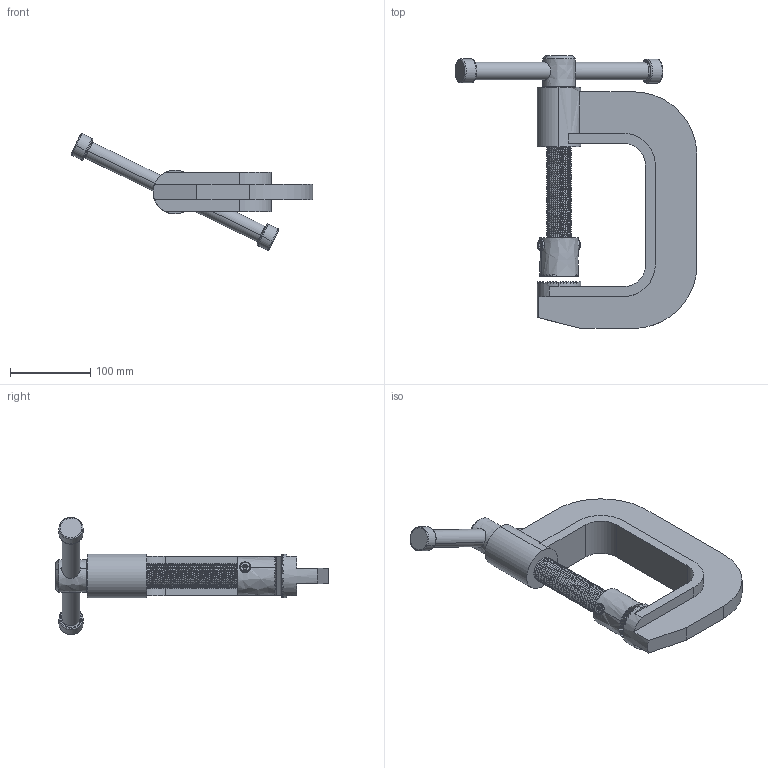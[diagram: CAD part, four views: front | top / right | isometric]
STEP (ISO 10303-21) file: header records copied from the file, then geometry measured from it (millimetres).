
FILE_DESCRIPTION(('FreeCAD Model'),'2;1');
FILE_NAME('Open CASCADE Shape Model','2025-05-03T13:56:31',('FreeCAD'),( 'FreeCAD'),'Open CASCADE STEP processor 7.6','FreeCAD','Unknown');
FILE_SCHEMA(('AUTOMOTIVE_DESIGN { 1 0 10303 214 1 1 1 1 }'));
Products named in the file (1): Open CASCADE STEP translator 7.6 1
Bounding box: 300.76 x 339.1 x 145.78 mm (x, y, z)
Volume: 1183844 mm3; surface area: 205604 mm2
Topology: 6 solids, 6 shells, 519 faces, 1416 edges, 910 vertices
Faces by surface type: bspline 519
Entity records: 36054 total; most frequent: CARTESIAN_POINT 28561, ORIENTED_EDGE 2824, EDGE_CURVE 1412, VERTEX_POINT 910, B_SPLINE_CURVE_WITH_KNOTS 617, FACE_BOUND 534, EDGE_LOOP 534, ADVANCED_FACE 519
